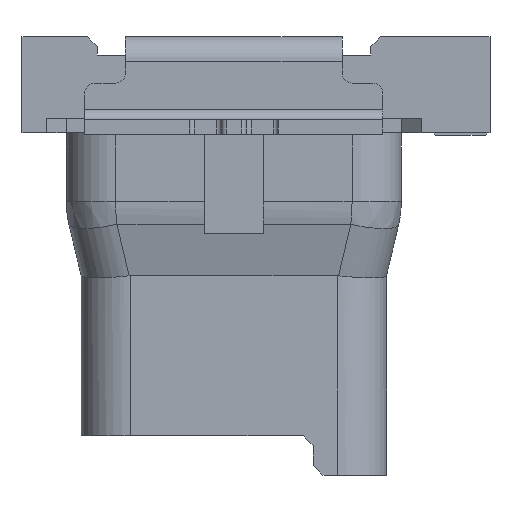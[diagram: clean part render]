
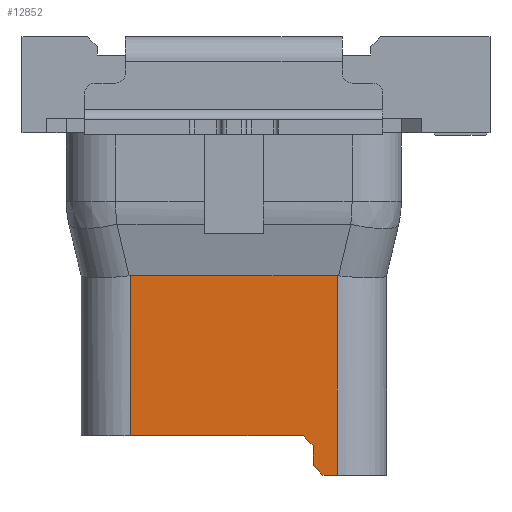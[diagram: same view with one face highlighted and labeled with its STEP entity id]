
A CAD part, left-side view. The second image highlights one B-rep face of the part: STEP entity #12852.
In plain terms, the highlighted planar face has unit normal (-1, 0, 0).
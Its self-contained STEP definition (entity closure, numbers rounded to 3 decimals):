
#685=DIRECTION('',(0.,1.,0.));
#686=VECTOR('',#685,0.29);
#687=CARTESIAN_POINT('',(-4.45,-2.6,-3.18));
#688=LINE('',#687,#686);
#849=DIRECTION('',(0.,1.,0.));
#850=VECTOR('',#849,3.51);
#851=CARTESIAN_POINT('',(-4.45,-1.91,-2.38));
#852=LINE('',#851,#850);
#4640=CARTESIAN_POINT('',(-4.45,1.6,0.87));
#4675=DIRECTION('',(0.,0.,-1.));
#4676=VECTOR('',#4675,3.25);
#4677=CARTESIAN_POINT('',(-4.45,1.6,0.87));
#4678=LINE('',#4677,#4676);
#4679=DIRECTION('',(0.,-1.,0.));
#4680=VECTOR('',#4679,4.2);
#4681=CARTESIAN_POINT('',(-4.45,1.6,0.87));
#4682=LINE('',#4681,#4680);
#4683=DIRECTION('',(0.,0.,1.));
#4684=VECTOR('',#4683,4.05);
#4685=CARTESIAN_POINT('',(-4.45,-2.6,-3.18));
#4686=LINE('',#4685,#4684);
#4741=DIRECTION('',(0.,0.707,0.707));
#4742=VECTOR('',#4741,0.283);
#4743=CARTESIAN_POINT('',(-4.45,-2.11,-2.58));
#4744=LINE('',#4743,#4742);
#4773=DIRECTION('',(0.,0.,1.));
#4774=VECTOR('',#4773,0.4);
#4775=CARTESIAN_POINT('',(-4.45,-2.11,-2.98));
#4776=LINE('',#4775,#4774);
#4797=DIRECTION('',(0.,0.707,0.707));
#4798=VECTOR('',#4797,0.283);
#4799=CARTESIAN_POINT('',(-4.45,-2.31,-3.18));
#4800=LINE('',#4799,#4798);
#5085=CARTESIAN_POINT('',(-4.45,-2.31,-3.18));
#5086=CARTESIAN_POINT('',(-4.45,-2.11,-2.98));
#5087=VERTEX_POINT('',#5085);
#5088=VERTEX_POINT('',#5086);
#5093=CARTESIAN_POINT('',(-4.45,-2.11,-2.58));
#5094=VERTEX_POINT('',#5093);
#5097=CARTESIAN_POINT('',(-4.45,-1.91,-2.38));
#5098=VERTEX_POINT('',#5097);
#6199=CARTESIAN_POINT('',(-4.45,1.6,-2.38));
#6201=VERTEX_POINT('',#6199);
#6207=VERTEX_POINT('',#4640);
#6250=CARTESIAN_POINT('',(-4.45,-2.6,-3.18));
#6252=VERTEX_POINT('',#6250);
#6253=CARTESIAN_POINT('',(-4.45,-2.6,0.87));
#6254=VERTEX_POINT('',#6253);
#12833=CARTESIAN_POINT('',(-4.45,2.9,0.87));
#12834=DIRECTION('',(1.,0.,0.));
#12835=DIRECTION('',(0.,0.,-1.));
#12836=AXIS2_PLACEMENT_3D('',#12833,#12834,#12835);
#12837=PLANE('',#12836);
#12839=ORIENTED_EDGE('',*,*,#12838,.F.);
#12840=ORIENTED_EDGE('',*,*,#12792,.T.);
#12841=ORIENTED_EDGE('',*,*,#12824,.F.);
#12842=ORIENTED_EDGE('',*,*,#7414,.T.);
#12844=ORIENTED_EDGE('',*,*,#12843,.T.);
#12846=ORIENTED_EDGE('',*,*,#12845,.T.);
#12848=ORIENTED_EDGE('',*,*,#12847,.T.);
#12849=ORIENTED_EDGE('',*,*,#7578,.T.);
#12850=EDGE_LOOP('',(#12839,#12840,#12841,#12842,#12844,#12846,#12848,#12849));
#12851=FACE_OUTER_BOUND('',#12850,.F.);
#12852=ADVANCED_FACE('',(#12851),#12837,.F.);
#7414=EDGE_CURVE('',#6252,#5087,#688,.T.);
#7578=EDGE_CURVE('',#5098,#6201,#852,.T.);
#12792=EDGE_CURVE('',#6207,#6254,#4682,.T.);
#12824=EDGE_CURVE('',#6252,#6254,#4686,.T.);
#12838=EDGE_CURVE('',#6207,#6201,#4678,.T.);
#12843=EDGE_CURVE('',#5087,#5088,#4800,.T.);
#12845=EDGE_CURVE('',#5088,#5094,#4776,.T.);
#12847=EDGE_CURVE('',#5094,#5098,#4744,.T.);
